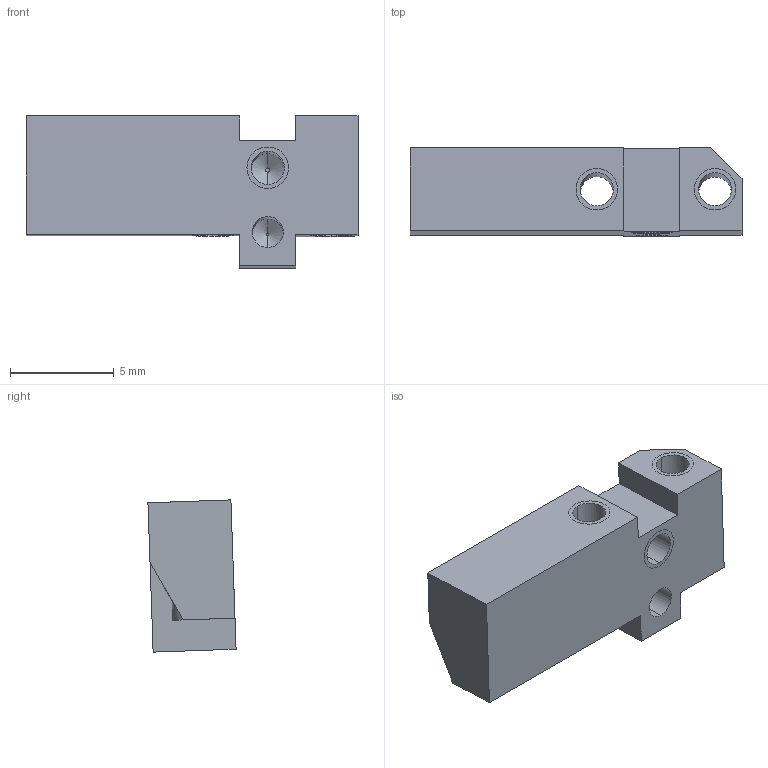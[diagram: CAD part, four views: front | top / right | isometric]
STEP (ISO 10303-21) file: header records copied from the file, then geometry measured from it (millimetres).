
FILE_DESCRIPTION((''),'2;1');
FILE_NAME('RC_IIT_010_P_069','2021-10-19T14:05:30',('silo-mech'),(''),'CREO PARAMETRIC BY PTC INC, 2020454','CREO PARAMETRIC BY PTC INC, 2020454','');
FILE_SCHEMA(('CONFIG_CONTROL_DESIGN'));
Length unit declared in the file: millimetre
Products named in the file (1): RC_IIT_010_P_069
Bounding box: 16 x 4.25 x 7.34 mm (x, y, z)
Volume: 305.1 mm3; surface area: 530.1 mm2
Topology: 1 solids, 4 shells, 37 faces, 97 edges, 64 vertices
Faces by surface type: plane 19, cylinder 14, cone 4
Entity records: 1202 total; most frequent: CARTESIAN_POINT 210, DIRECTION 205, ORIENTED_EDGE 182, EDGE_CURVE 97, AXIS2_PLACEMENT_3D 72, VERTEX_POINT 64, VECTOR 61, LINE 61
